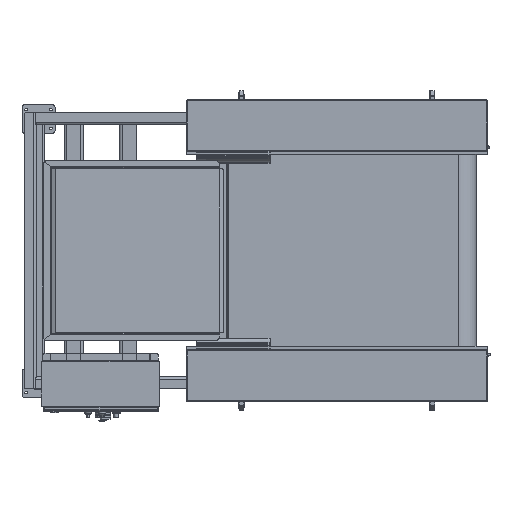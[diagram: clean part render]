
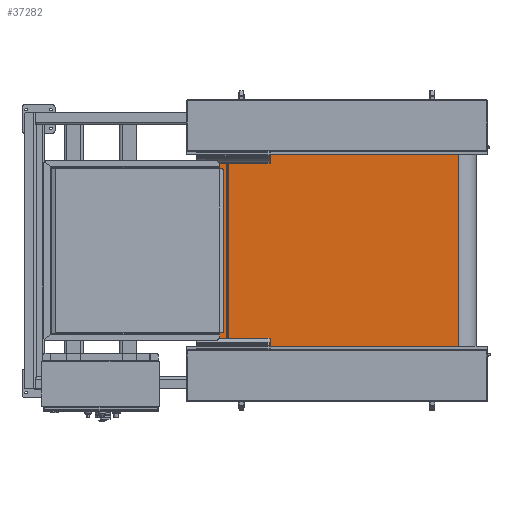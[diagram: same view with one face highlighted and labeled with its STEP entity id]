
A CAD part, top view. The second image highlights one B-rep face of the part: STEP entity #37282.
In plain terms, the highlighted planar face has unit normal (0, 0, 1).
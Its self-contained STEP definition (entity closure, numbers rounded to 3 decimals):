
#541=FACE_BOUND('',#5370,.T.);
#1664=PLANE('',#40428);
#3186=FACE_OUTER_BOUND('',#5369,.T.);
#5369=EDGE_LOOP('',(#28682,#28683,#28684,#28685,#28686,#28687,#28688,#28689,
#28690,#28691,#28692,#28693));
#5370=EDGE_LOOP('',(#28694,#28695,#28696,#28697));
#8298=LINE('',#63769,#11532);
#8311=LINE('',#63813,#11545);
#8312=LINE('',#63819,#11546);
#8314=LINE('',#63827,#11548);
#8315=LINE('',#63850,#11549);
#8354=LINE('',#63976,#11588);
#8367=LINE('',#64007,#11601);
#8368=LINE('',#64012,#11602);
#8369=LINE('',#64014,#11603);
#8370=LINE('',#64016,#11604);
#8371=LINE('',#64017,#11605);
#8372=LINE('',#64018,#11606);
#8373=LINE('',#64021,#11607);
#8374=LINE('',#64023,#11608);
#8375=LINE('',#64025,#11609);
#8376=LINE('',#64026,#11610);
#11532=VECTOR('',#47697,10.);
#11545=VECTOR('',#47730,10.);
#11546=VECTOR('',#47739,10.);
#11548=VECTOR('',#47745,10.);
#11549=VECTOR('',#47748,10.);
#11588=VECTOR('',#47871,10.);
#11601=VECTOR('',#47902,10.);
#11602=VECTOR('',#47911,10.);
#11603=VECTOR('',#47912,10.);
#11604=VECTOR('',#47913,10.);
#11605=VECTOR('',#47914,10.);
#11606=VECTOR('',#47915,10.);
#11607=VECTOR('',#47916,10.);
#11608=VECTOR('',#47917,10.);
#11609=VECTOR('',#47918,10.);
#11610=VECTOR('',#47919,10.);
#16186=VERTEX_POINT('',#63758);
#16188=VERTEX_POINT('',#63768);
#16198=VERTEX_POINT('',#63799);
#16199=VERTEX_POINT('',#63811);
#16200=VERTEX_POINT('',#63818);
#16203=VERTEX_POINT('',#63824);
#16204=VERTEX_POINT('',#63826);
#16207=VERTEX_POINT('',#63841);
#16252=VERTEX_POINT('',#63975);
#16261=VERTEX_POINT('',#64005);
#16262=VERTEX_POINT('',#64013);
#16263=VERTEX_POINT('',#64015);
#16264=VERTEX_POINT('',#64019);
#16265=VERTEX_POINT('',#64020);
#16266=VERTEX_POINT('',#64022);
#16267=VERTEX_POINT('',#64024);
#20491=EDGE_CURVE('',#16188,#16186,#8298,.T.);
#20510=EDGE_CURVE('',#16198,#16199,#8311,.T.);
#20513=EDGE_CURVE('',#16200,#16198,#8312,.T.);
#20517=EDGE_CURVE('',#16204,#16203,#8314,.T.);
#20521=EDGE_CURVE('',#16186,#16207,#8315,.T.);
#20582=EDGE_CURVE('',#16252,#16204,#8354,.T.);
#20599=EDGE_CURVE('',#16207,#16261,#8367,.T.);
#20602=EDGE_CURVE('',#16261,#16252,#8368,.T.);
#20603=EDGE_CURVE('',#16262,#16203,#8369,.T.);
#20604=EDGE_CURVE('',#16263,#16262,#8370,.T.);
#20605=EDGE_CURVE('',#16263,#16200,#8371,.T.);
#20606=EDGE_CURVE('',#16199,#16188,#8372,.T.);
#20607=EDGE_CURVE('',#16264,#16265,#8373,.T.);
#20608=EDGE_CURVE('',#16265,#16266,#8374,.T.);
#20609=EDGE_CURVE('',#16266,#16267,#8375,.T.);
#20610=EDGE_CURVE('',#16267,#16264,#8376,.T.);
#28682=ORIENTED_EDGE('',*,*,#20491,.T.);
#28683=ORIENTED_EDGE('',*,*,#20521,.T.);
#28684=ORIENTED_EDGE('',*,*,#20599,.T.);
#28685=ORIENTED_EDGE('',*,*,#20602,.T.);
#28686=ORIENTED_EDGE('',*,*,#20582,.T.);
#28687=ORIENTED_EDGE('',*,*,#20517,.T.);
#28688=ORIENTED_EDGE('',*,*,#20603,.F.);
#28689=ORIENTED_EDGE('',*,*,#20604,.F.);
#28690=ORIENTED_EDGE('',*,*,#20605,.T.);
#28691=ORIENTED_EDGE('',*,*,#20513,.T.);
#28692=ORIENTED_EDGE('',*,*,#20510,.T.);
#28693=ORIENTED_EDGE('',*,*,#20606,.T.);
#28694=ORIENTED_EDGE('',*,*,#20607,.T.);
#28695=ORIENTED_EDGE('',*,*,#20608,.T.);
#28696=ORIENTED_EDGE('',*,*,#20609,.T.);
#28697=ORIENTED_EDGE('',*,*,#20610,.T.);
#37282=ADVANCED_FACE('',(#3186,#541),#1664,.T.);
#40428=AXIS2_PLACEMENT_3D('',#64011,#47909,#47910);
#47697=DIRECTION('',(-1.,0.,0.));
#47730=DIRECTION('',(1.,0.,0.));
#47739=DIRECTION('',(0.,-1.,0.));
#47745=DIRECTION('',(0.,-1.,0.));
#47748=DIRECTION('',(0.,-1.,0.));
#47871=DIRECTION('',(-1.,0.,0.));
#47902=DIRECTION('',(1.,0.,0.));
#47909=DIRECTION('center_axis',(0.,0.,
1.));
#47910=DIRECTION('ref_axis',(1.,0.,0.));
#47911=DIRECTION('',(0.,-1.,0.));
#47912=DIRECTION('',(-1.,0.,0.));
#47913=DIRECTION('',(0.,-1.,0.));
#47914=DIRECTION('',(-1.,0.,0.));
#47915=DIRECTION('',(0.,-1.,0.));
#47916=DIRECTION('',(-1.,0.,0.));
#47917=DIRECTION('',(0.,1.,0.));
#47918=DIRECTION('',(1.,0.,0.));
#47919=DIRECTION('',(0.,-1.,0.));
#63758=CARTESIAN_POINT('',(819.7,370.946,1022.35));
#63768=CARTESIAN_POINT('',(1051.5,370.946,1022.35));
#63769=CARTESIAN_POINT('',(895.,370.946,1022.35));
#63799=CARTESIAN_POINT('',(819.7,372.96,1022.35));
#63811=CARTESIAN_POINT('',(1051.5,372.96,1022.35));
#63813=CARTESIAN_POINT('',(895.,372.96,1022.35));
#63818=CARTESIAN_POINT('',(819.7,433.,1022.35));
#63819=CARTESIAN_POINT('',(819.7,-433.,1022.35));
#63824=CARTESIAN_POINT('',(819.7,-433.,1022.35));
#63826=CARTESIAN_POINT('',(819.7,-372.96,1022.35));
#63827=CARTESIAN_POINT('',(819.7,-433.,1022.35));
#63841=CARTESIAN_POINT('',(819.7,-370.946,1022.35));
#63850=CARTESIAN_POINT('',(819.7,-433.,1022.35));
#63975=CARTESIAN_POINT('',(1051.5,-372.96,1022.35));
#63976=CARTESIAN_POINT('',(895.,-372.96,1022.35));
#64005=CARTESIAN_POINT('',(1051.5,-370.946,1022.35));
#64007=CARTESIAN_POINT('',(895.,-370.946,1022.35));
#64011=CARTESIAN_POINT('Origin',(869.7,-473.,1022.35));
#64012=CARTESIAN_POINT('',(1051.5,-434.,1022.35));
#64013=CARTESIAN_POINT('',(1849.2,-433.,1022.35));
#64014=CARTESIAN_POINT('',(1849.2,-433.,1022.35));
#64015=CARTESIAN_POINT('',(1849.2,433.,1022.35));
#64016=CARTESIAN_POINT('',(1849.2,-433.,1022.35));
#64017=CARTESIAN_POINT('',(1369.7,433.,1022.35));
#64018=CARTESIAN_POINT('',(1051.5,-39.,1022.35));
#64019=CARTESIAN_POINT('',(873.7,-370.,1022.35));
#64020=CARTESIAN_POINT('',(865.7,-370.,1022.35));
#64021=CARTESIAN_POINT('',(869.7,-370.,1022.35));
#64022=CARTESIAN_POINT('',(865.7,370.,1022.35));
#64023=CARTESIAN_POINT('',(865.7,-236.5,1022.35));
#64024=CARTESIAN_POINT('',(873.7,370.,1022.35));
#64025=CARTESIAN_POINT('',(869.7,370.,1022.35));
#64026=CARTESIAN_POINT('',(873.7,-236.5,1022.35));
